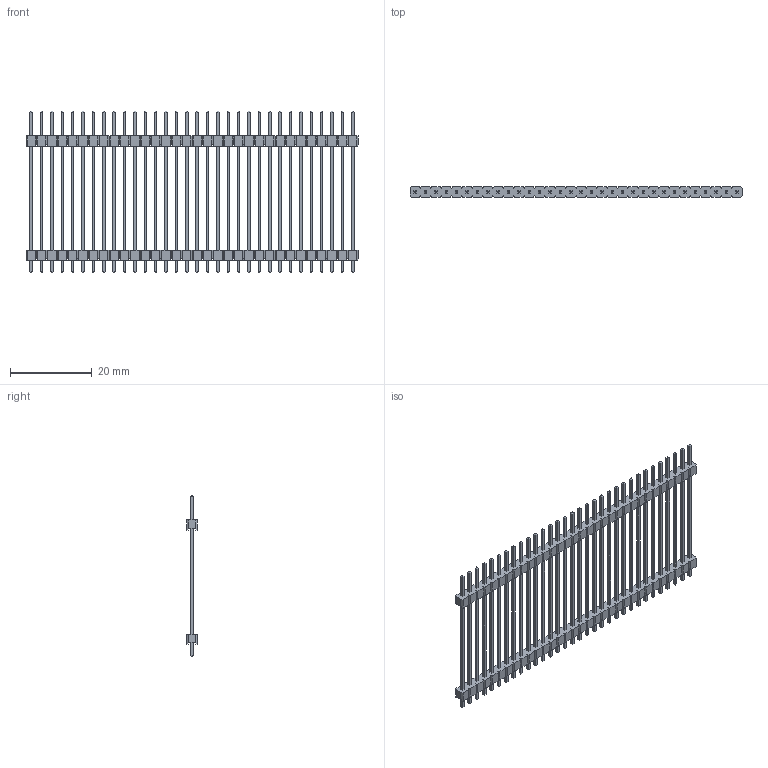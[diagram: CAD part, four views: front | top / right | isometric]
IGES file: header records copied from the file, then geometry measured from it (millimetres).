
Start section: C
Global section: file name: 61303218521.igs; native system:  By UGS Corp.; preprocessor: XPlus GENERIC/IGES 3.0; author: Author; organization: Title; date: 20111103.162345; units: millimetre
Bounding box: 81.28 x 2.54 x 39.48 mm (x, y, z)
Surface area: 5470.8 mm2 (no closed solid volume)
Topology: 0 solids, 0 shells, 1352 faces, 7192 edges, 7192 vertices
Faces by surface type: bspline 1352
